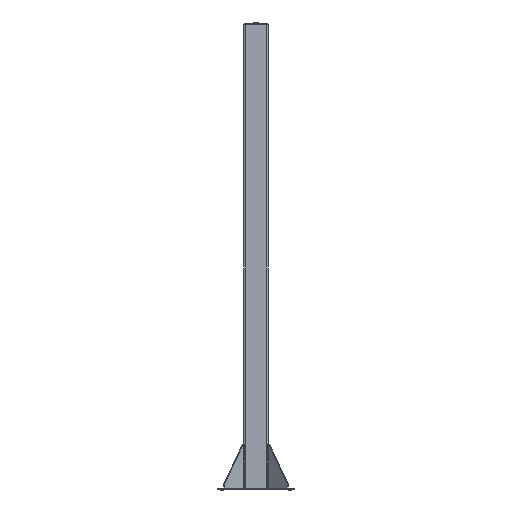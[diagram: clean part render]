
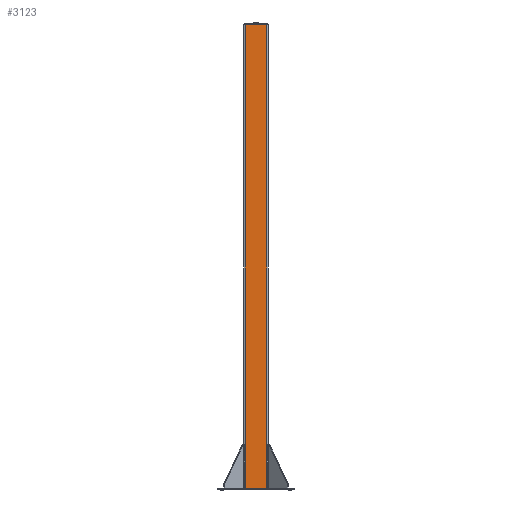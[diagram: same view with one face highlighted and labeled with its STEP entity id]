
A CAD part, left-side view. The second image highlights one B-rep face of the part: STEP entity #3123.
In plain terms, the highlighted face is planar.
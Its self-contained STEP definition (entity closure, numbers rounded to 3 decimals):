
#3123=ADVANCED_FACE('',(#5518),#5519,.T.);
#5518=FACE_OUTER_BOUND('',#10462,.T.);
#5519=PLANE('',#10463);
#10462=EDGE_LOOP('',(#17361,#17362,#17363,#17364));
#10463=AXIS2_PLACEMENT_3D('',#17365,#17366,#17367);
#17361=ORIENTED_EDGE('',*,*,#20116,.T.);
#17362=ORIENTED_EDGE('',*,*,#19937,.F.);
#17363=ORIENTED_EDGE('',*,*,#20392,.T.);
#17364=ORIENTED_EDGE('',*,*,#20487,.T.);
#17365=CARTESIAN_POINT('',(0.,-80.,200.));
#17366=DIRECTION('',(0.,-1.,0.));
#17367=DIRECTION('',(1.,0.,0.));
#19937=EDGE_CURVE('',#22191,#22189,#22193,.T.);
#20116=EDGE_CURVE('',#22448,#22189,#22449,.T.);
#20392=EDGE_CURVE('',#22191,#22828,#22830,.T.);
#20487=EDGE_CURVE('',#22828,#22448,#22952,.T.);
#22189=VERTEX_POINT('',#27159);
#22191=VERTEX_POINT('',#27161);
#22193=LINE('',#27163,#27164);
#22448=VERTEX_POINT('',#28173);
#22449=LINE('',#28174,#28175);
#22828=VERTEX_POINT('',#29206);
#22830=LINE('',#29208,#29209);
#22952=LINE('',#29599,#29600);
#27159=CARTESIAN_POINT('',(-71.,-80.,3200.));
#27161=CARTESIAN_POINT('',(-71.,-80.,200.));
#27163=CARTESIAN_POINT('',(-71.,-80.,200.));
#27164=VECTOR('',#31609,1.);
#28173=CARTESIAN_POINT('',(71.,-80.,3200.));
#28174=CARTESIAN_POINT('',(-71.,-80.,3200.));
#28175=VECTOR('',#31781,1.);
#29206=CARTESIAN_POINT('',(71.,-80.,200.));
#29208=CARTESIAN_POINT('',(-71.,-80.,200.));
#29209=VECTOR('',#32071,1.);
#29599=CARTESIAN_POINT('',(71.,-80.,200.));
#29600=VECTOR('',#32158,1.);
#31609=DIRECTION('',(0.,0.,1.));
#31781=DIRECTION('',(-1.,0.,0.));
#32071=DIRECTION('',(1.,0.,0.));
#32158=DIRECTION('',(0.,0.,1.));
